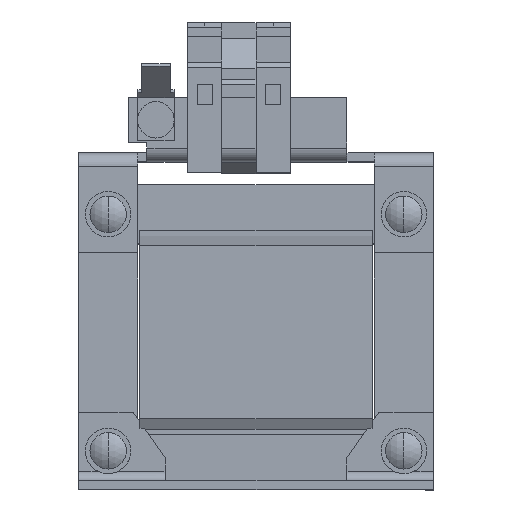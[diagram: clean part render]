
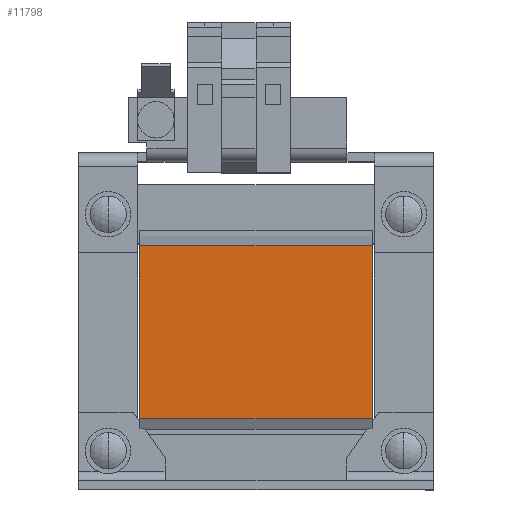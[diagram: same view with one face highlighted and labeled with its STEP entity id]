
A CAD part, top view. The second image highlights one B-rep face of the part: STEP entity #11798.
In plain terms, the highlighted planar face has unit normal (0, 0, 1).
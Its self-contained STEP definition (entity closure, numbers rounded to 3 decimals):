
#934 = ORIENTED_EDGE ( 'NONE', *, *, #9155, .T. ) ;
#2331 = EDGE_CURVE ( 'NONE', #7321, #7979, #8980, .T. ) ;
#2355 = DIRECTION ( 'NONE',  ( 1., 0., 0. ) ) ;
#2634 = DIRECTION ( 'NONE',  ( 0., 0., -1. ) ) ;
#2799 = LINE ( 'NONE', #7726, #3495 ) ;
#2809 = LINE ( 'NONE', #4782, #10063 ) ;
#3456 = CARTESIAN_POINT ( 'NONE',  ( 25.5, -19., 34.7 ) ) ;
#3495 = VECTOR ( 'NONE', #2355, 1000. ) ;
#3794 = DIRECTION ( 'NONE',  ( 0., 1., 0. ) ) ;
#4015 = CARTESIAN_POINT ( 'NONE',  ( 25.5, -19., 34.7 ) ) ;
#4601 = ORIENTED_EDGE ( 'NONE', *, *, #2331, .T. ) ;
#4782 = CARTESIAN_POINT ( 'NONE',  ( -25.5, -19., 34.7 ) ) ;
#5012 = LINE ( 'NONE', #11536, #10143 ) ;
#5362 = CARTESIAN_POINT ( 'NONE',  ( -25.5, -19., 34.7 ) ) ;
#5958 = ORIENTED_EDGE ( 'NONE', *, *, #8436, .F. ) ;
#7041 = ORIENTED_EDGE ( 'NONE', *, *, #7490, .F. ) ;
#7215 = DIRECTION ( 'NONE',  ( 0., -1., 0. ) ) ;
#7321 = VERTEX_POINT ( 'NONE', #4015 ) ;
#7490 = EDGE_CURVE ( 'NONE', #10386, #7979, #5012, .T. ) ;
#7628 = VERTEX_POINT ( 'NONE', #9785 ) ;
#7726 = CARTESIAN_POINT ( 'NONE',  ( -25.5, -19., 34.7 ) ) ;
#7970 = DIRECTION ( 'NONE',  ( 0., 1., 0. ) ) ;
#7979 = VERTEX_POINT ( 'NONE', #8630 ) ;
#8436 = EDGE_CURVE ( 'NONE', #7628, #10386, #2809, .T. ) ;
#8485 = EDGE_LOOP ( 'NONE', ( #4601, #7041, #5958, #934 ) ) ;
#8630 = CARTESIAN_POINT ( 'NONE',  ( 25.5, 19., 34.7 ) ) ;
#8684 = VECTOR ( 'NONE', #7970, 1000. ) ;
#8980 = LINE ( 'NONE', #3456, #8684 ) ;
#9155 = EDGE_CURVE ( 'NONE', #7628, #7321, #2799, .T. ) ;
#9785 = CARTESIAN_POINT ( 'NONE',  ( -25.5, -19., 34.7 ) ) ;
#9904 = AXIS2_PLACEMENT_3D ( 'NONE', #5362, #2634, #7215 ) ;
#10063 = VECTOR ( 'NONE', #3794, 1000. ) ;
#10143 = VECTOR ( 'NONE', #10621, 1000. ) ;
#10386 = VERTEX_POINT ( 'NONE', #11255 ) ;
#10621 = DIRECTION ( 'NONE',  ( 1., 0., 0. ) ) ;
#10819 = PLANE ( 'NONE',  #9904 ) ;
#10968 = FACE_OUTER_BOUND ( 'NONE', #8485, .T. ) ;
#11255 = CARTESIAN_POINT ( 'NONE',  ( -25.5, 19., 34.7 ) ) ;
#11536 = CARTESIAN_POINT ( 'NONE',  ( -25.5, 19., 34.7 ) ) ;
#11798 = ADVANCED_FACE ( 'NONE', ( #10968 ), #10819, .F. ) ;
